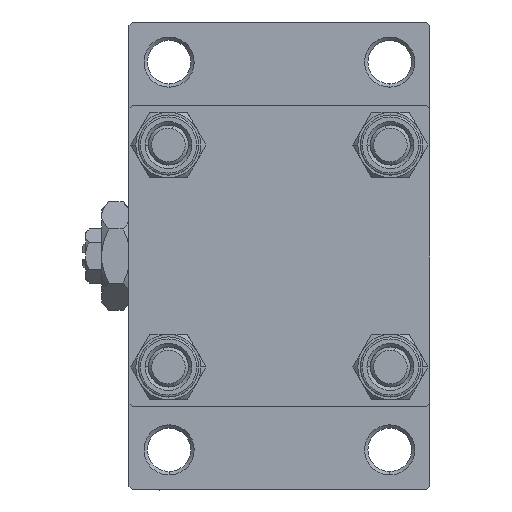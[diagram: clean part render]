
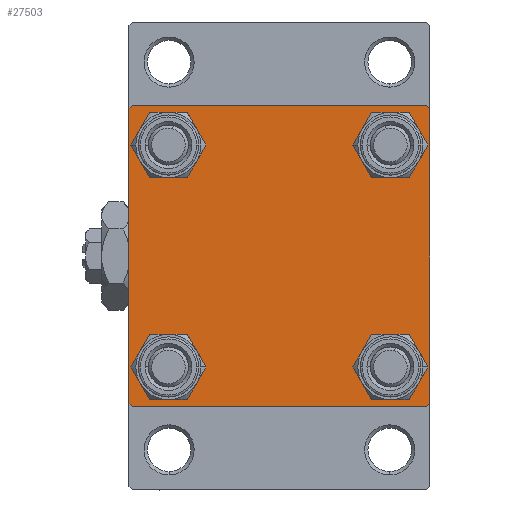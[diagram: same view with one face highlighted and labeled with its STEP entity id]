
A CAD part, left-side view. The second image highlights one B-rep face of the part: STEP entity #27503.
In plain terms, the highlighted planar face has unit normal (-1, 0, 0).
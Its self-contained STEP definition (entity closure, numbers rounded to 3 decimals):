
#219 = EDGE_CURVE ( 'NONE', #24963, #48625, #34408, .T. ) ;
#286 = LINE ( 'NONE', #46116, #9178 ) ;
#451 = ORIENTED_EDGE ( 'NONE', *, *, #17967, .T. ) ;
#486 = EDGE_CURVE ( 'NONE', #48625, #11519, #48040, .T. ) ;
#654 = ORIENTED_EDGE ( 'NONE', *, *, #5604, .F. ) ;
#722 = DIRECTION ( 'NONE',  ( 1., 0., 0. ) ) ;
#926 = DIRECTION ( 'NONE',  ( 0., 0., 1. ) ) ;
#1171 = CARTESIAN_POINT ( 'NONE',  ( 0., -16.6, 16.6 ) ) ;
#2316 = VECTOR ( 'NONE', #33075, 1000. ) ;
#2422 = AXIS2_PLACEMENT_3D ( 'NONE', #29290, #18864, #33958 ) ;
#2477 = FACE_BOUND ( 'NONE', #19128, .T. ) ;
#2823 = AXIS2_PLACEMENT_3D ( 'NONE', #44590, #21803, #44831 ) ;
#3237 = EDGE_LOOP ( 'NONE', ( #33309, #11425 ) ) ;
#3660 = DIRECTION ( 'NONE',  ( 0., -1., 0. ) ) ;
#3719 = CARTESIAN_POINT ( 'NONE',  ( 0., -22.25, 22.25 ) ) ;
#3830 = EDGE_CURVE ( 'NONE', #10879, #22480, #10751, .T. ) ;
#4249 = DIRECTION ( 'NONE',  ( 0., 0.707, -0.707 ) ) ;
#4565 = AXIS2_PLACEMENT_3D ( 'NONE', #13783, #35838, #36572 ) ;
#5319 = VECTOR ( 'NONE', #13341, 1000. ) ;
#5604 = EDGE_CURVE ( 'NONE', #15453, #6818, #33622, .T. ) ;
#5700 = CARTESIAN_POINT ( 'NONE',  ( 0., 22., 22.5 ) ) ;
#5716 = VERTEX_POINT ( 'NONE', #48210 ) ;
#6283 = CARTESIAN_POINT ( 'NONE',  ( 0., 22.5, -22. ) ) ;
#6377 = EDGE_CURVE ( 'NONE', #5716, #10918, #13856, .T. ) ;
#6781 = VECTOR ( 'NONE', #24332, 1000. ) ;
#6818 = VERTEX_POINT ( 'NONE', #42488 ) ;
#7225 = EDGE_CURVE ( 'NONE', #11519, #20057, #35720, .T. ) ;
#8499 = CARTESIAN_POINT ( 'NONE',  ( 0., 16.6, 13.1 ) ) ;
#8611 = AXIS2_PLACEMENT_3D ( 'NONE', #34424, #21054, #36158 ) ;
#8873 = ORIENTED_EDGE ( 'NONE', *, *, #44337, .T. ) ;
#9178 = VECTOR ( 'NONE', #4249, 1000. ) ;
#9885 = DIRECTION ( 'NONE',  ( 0., -0.707, -0.707 ) ) ;
#9946 = DIRECTION ( 'NONE',  ( 0., 0., 1. ) ) ;
#10196 = CARTESIAN_POINT ( 'NONE',  ( 0., 16.6, -16.6 ) ) ;
#10203 = CARTESIAN_POINT ( 'NONE',  ( 0., 22.5, 22. ) ) ;
#10751 = CIRCLE ( 'NONE', #2823, 3.5 ) ;
#10879 = VERTEX_POINT ( 'NONE', #18131 ) ;
#10897 = PLANE ( 'NONE',  #41343 ) ;
#10918 = VERTEX_POINT ( 'NONE', #27755 ) ;
#11159 = CARTESIAN_POINT ( 'NONE',  ( 0., 22.5, 22.5 ) ) ;
#11425 = ORIENTED_EDGE ( 'NONE', *, *, #22419, .T. ) ;
#11519 = VERTEX_POINT ( 'NONE', #31790 ) ;
#12070 = CARTESIAN_POINT ( 'NONE',  ( 0., -16.6, -13.1 ) ) ;
#12269 = CARTESIAN_POINT ( 'NONE',  ( 0., 16.6, 20.1 ) ) ;
#13273 = AXIS2_PLACEMENT_3D ( 'NONE', #36514, #46937, #39976 ) ;
#13341 = DIRECTION ( 'NONE',  ( 0., -0.707, 0.707 ) ) ;
#13738 = VERTEX_POINT ( 'NONE', #12269 ) ;
#13783 = CARTESIAN_POINT ( 'NONE',  ( 0., -16.6, -16.6 ) ) ;
#13856 = CIRCLE ( 'NONE', #41529, 3.5 ) ;
#14128 = ORIENTED_EDGE ( 'NONE', *, *, #3830, .T. ) ;
#15453 = VERTEX_POINT ( 'NONE', #5700 ) ;
#15708 = CIRCLE ( 'NONE', #8611, 3.5 ) ;
#16020 = EDGE_CURVE ( 'NONE', #29181, #33019, #21935, .T. ) ;
#16229 = VECTOR ( 'NONE', #9885, 1000. ) ;
#17595 = CARTESIAN_POINT ( 'NONE',  ( 0., 0., 0. ) ) ;
#17759 = ORIENTED_EDGE ( 'NONE', *, *, #43621, .T. ) ;
#17832 = EDGE_LOOP ( 'NONE', ( #31653, #27928, #48143, #17759, #28974, #451, #654, #39659 ) ) ;
#17842 = FACE_BOUND ( 'NONE', #3237, .T. ) ;
#17967 = EDGE_CURVE ( 'NONE', #29181, #6818, #22543, .T. ) ;
#18131 = CARTESIAN_POINT ( 'NONE',  ( 0., -16.6, 20.1 ) ) ;
#18864 = DIRECTION ( 'NONE',  ( 1., 0., 0. ) ) ;
#19128 = EDGE_LOOP ( 'NONE', ( #25697, #34458 ) ) ;
#19312 = DIRECTION ( 'NONE',  ( 0., 0., -1. ) ) ;
#20057 = VERTEX_POINT ( 'NONE', #47983 ) ;
#21054 = DIRECTION ( 'NONE',  ( 1., 0., 0. ) ) ;
#21803 = DIRECTION ( 'NONE',  ( 1., 0., 0. ) ) ;
#21935 = LINE ( 'NONE', #43993, #2316 ) ;
#22193 = CIRCLE ( 'NONE', #2422, 3.5 ) ;
#22419 = EDGE_CURVE ( 'NONE', #35102, #13738, #22193, .T. ) ;
#22480 = VERTEX_POINT ( 'NONE', #30494 ) ;
#22543 = LINE ( 'NONE', #3719, #22934 ) ;
#22934 = VECTOR ( 'NONE', #35155, 1000. ) ;
#23212 = CARTESIAN_POINT ( 'NONE',  ( 0., 22.5, 22.5 ) ) ;
#23316 = VECTOR ( 'NONE', #3660, 1000. ) ;
#23518 = EDGE_LOOP ( 'NONE', ( #14128, #28679 ) ) ;
#23557 = CIRCLE ( 'NONE', #4565, 3.5 ) ;
#24332 = DIRECTION ( 'NONE',  ( 0., -1., 0. ) ) ;
#24585 = CARTESIAN_POINT ( 'NONE',  ( 0., -16.6, -20.1 ) ) ;
#24963 = VERTEX_POINT ( 'NONE', #10203 ) ;
#25189 = AXIS2_PLACEMENT_3D ( 'NONE', #1171, #34871, #926 ) ;
#25697 = ORIENTED_EDGE ( 'NONE', *, *, #46105, .T. ) ;
#26489 = CARTESIAN_POINT ( 'NONE',  ( 0., 16.6, 16.6 ) ) ;
#27503 = ADVANCED_FACE ( 'NONE', ( #32945, #36665, #2477, #17842, #44830 ), #10897, .T. ) ;
#27755 = CARTESIAN_POINT ( 'NONE',  ( 0., 16.6, -13.1 ) ) ;
#27799 = CARTESIAN_POINT ( 'NONE',  ( 0., 22.5, -22.5 ) ) ;
#27928 = ORIENTED_EDGE ( 'NONE', *, *, #486, .T. ) ;
#28679 = ORIENTED_EDGE ( 'NONE', *, *, #44931, .T. ) ;
#28768 = DIRECTION ( 'NONE',  ( 1., 0., 0. ) ) ;
#28974 = ORIENTED_EDGE ( 'NONE', *, *, #16020, .F. ) ;
#29181 = VERTEX_POINT ( 'NONE', #38996 ) ;
#29290 = CARTESIAN_POINT ( 'NONE',  ( 0., 16.6, 16.6 ) ) ;
#30391 = AXIS2_PLACEMENT_3D ( 'NONE', #26489, #722, #34159 ) ;
#30494 = CARTESIAN_POINT ( 'NONE',  ( 0., -16.6, 13.1 ) ) ;
#31334 = ORIENTED_EDGE ( 'NONE', *, *, #43959, .T. ) ;
#31653 = ORIENTED_EDGE ( 'NONE', *, *, #219, .T. ) ;
#31790 = CARTESIAN_POINT ( 'NONE',  ( 0., 22., -22.5 ) ) ;
#32163 = LINE ( 'NONE', #47287, #5319 ) ;
#32688 = DIRECTION ( 'NONE',  ( -1., 0., 0. ) ) ;
#32759 = EDGE_CURVE ( 'NONE', #13738, #35102, #45408, .T. ) ;
#32945 = FACE_BOUND ( 'NONE', #23518, .T. ) ;
#33019 = VERTEX_POINT ( 'NONE', #42288 ) ;
#33075 = DIRECTION ( 'NONE',  ( 0., 0., -1. ) ) ;
#33309 = ORIENTED_EDGE ( 'NONE', *, *, #32759, .T. ) ;
#33622 = LINE ( 'NONE', #23212, #23316 ) ;
#33958 = DIRECTION ( 'NONE',  ( 0., 0., 1. ) ) ;
#34159 = DIRECTION ( 'NONE',  ( 0., 0., 1. ) ) ;
#34408 = LINE ( 'NONE', #11159, #44721 ) ;
#34424 = CARTESIAN_POINT ( 'NONE',  ( 0., 16.6, -16.6 ) ) ;
#34458 = ORIENTED_EDGE ( 'NONE', *, *, #6377, .T. ) ;
#34871 = DIRECTION ( 'NONE',  ( 1., 0., 0. ) ) ;
#35102 = VERTEX_POINT ( 'NONE', #8499 ) ;
#35155 = DIRECTION ( 'NONE',  ( 0., 0.707, 0.707 ) ) ;
#35720 = LINE ( 'NONE', #27799, #6781 ) ;
#35838 = DIRECTION ( 'NONE',  ( 1., 0., 0. ) ) ;
#36158 = DIRECTION ( 'NONE',  ( 0., 0., 1. ) ) ;
#36514 = CARTESIAN_POINT ( 'NONE',  ( 0., -16.6, -16.6 ) ) ;
#36572 = DIRECTION ( 'NONE',  ( 0., 0., 1. ) ) ;
#36665 = FACE_BOUND ( 'NONE', #47237, .T. ) ;
#37520 = VERTEX_POINT ( 'NONE', #24585 ) ;
#38996 = CARTESIAN_POINT ( 'NONE',  ( 0., -22.5, 22. ) ) ;
#39575 = EDGE_CURVE ( 'NONE', #15453, #24963, #286, .T. ) ;
#39659 = ORIENTED_EDGE ( 'NONE', *, *, #39575, .T. ) ;
#39976 = DIRECTION ( 'NONE',  ( 0., 0., 1. ) ) ;
#40219 = CIRCLE ( 'NONE', #25189, 3.5 ) ;
#40357 = CARTESIAN_POINT ( 'NONE',  ( 0., 22.25, -22.25 ) ) ;
#41343 = AXIS2_PLACEMENT_3D ( 'NONE', #17595, #32688, #47816 ) ;
#41529 = AXIS2_PLACEMENT_3D ( 'NONE', #10196, #28768, #9946 ) ;
#42288 = CARTESIAN_POINT ( 'NONE',  ( 0., -22.5, -22. ) ) ;
#42488 = CARTESIAN_POINT ( 'NONE',  ( 0., -22., 22.5 ) ) ;
#43621 = EDGE_CURVE ( 'NONE', #20057, #33019, #32163, .T. ) ;
#43959 = EDGE_CURVE ( 'NONE', #48095, #37520, #23557, .T. ) ;
#43993 = CARTESIAN_POINT ( 'NONE',  ( 0., -22.5, 22.5 ) ) ;
#44337 = EDGE_CURVE ( 'NONE', #37520, #48095, #47304, .T. ) ;
#44590 = CARTESIAN_POINT ( 'NONE',  ( 0., -16.6, 16.6 ) ) ;
#44721 = VECTOR ( 'NONE', #19312, 1000. ) ;
#44830 = FACE_OUTER_BOUND ( 'NONE', #17832, .T. ) ;
#44831 = DIRECTION ( 'NONE',  ( 0., 0., 1. ) ) ;
#44931 = EDGE_CURVE ( 'NONE', #22480, #10879, #40219, .T. ) ;
#45408 = CIRCLE ( 'NONE', #30391, 3.5 ) ;
#46105 = EDGE_CURVE ( 'NONE', #10918, #5716, #15708, .T. ) ;
#46116 = CARTESIAN_POINT ( 'NONE',  ( 0., 22.25, 22.25 ) ) ;
#46937 = DIRECTION ( 'NONE',  ( 1., 0., 0. ) ) ;
#47237 = EDGE_LOOP ( 'NONE', ( #31334, #8873 ) ) ;
#47287 = CARTESIAN_POINT ( 'NONE',  ( 0., -22.25, -22.25 ) ) ;
#47304 = CIRCLE ( 'NONE', #13273, 3.5 ) ;
#47816 = DIRECTION ( 'NONE',  ( 0., 0., 1. ) ) ;
#47983 = CARTESIAN_POINT ( 'NONE',  ( 0., -22., -22.5 ) ) ;
#48040 = LINE ( 'NONE', #40357, #16229 ) ;
#48095 = VERTEX_POINT ( 'NONE', #12070 ) ;
#48143 = ORIENTED_EDGE ( 'NONE', *, *, #7225, .T. ) ;
#48210 = CARTESIAN_POINT ( 'NONE',  ( 0., 16.6, -20.1 ) ) ;
#48625 = VERTEX_POINT ( 'NONE', #6283 ) ;
